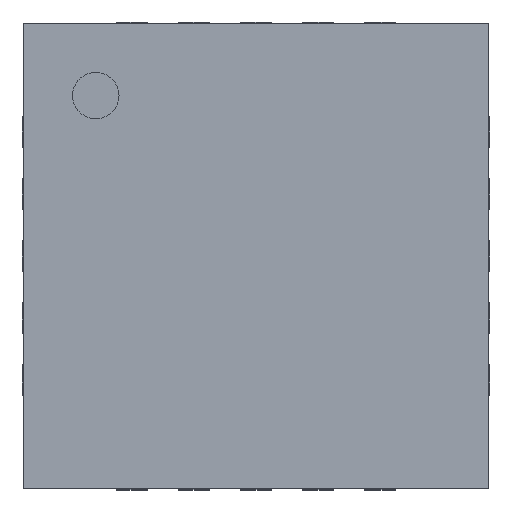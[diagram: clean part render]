
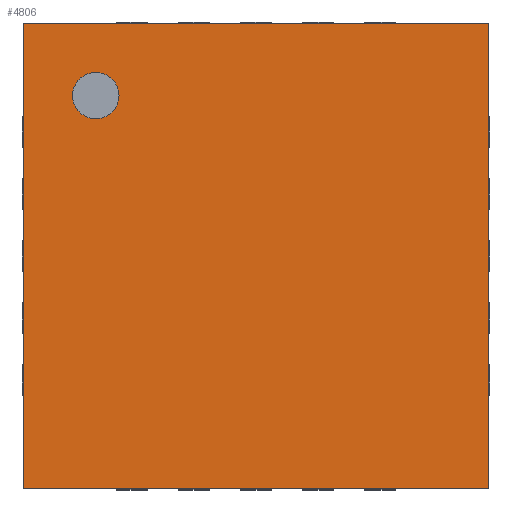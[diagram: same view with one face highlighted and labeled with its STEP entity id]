
A CAD part, top view. The second image highlights one B-rep face of the part: STEP entity #4806.
In plain terms, the highlighted planar face has unit normal (0, 0, 1).
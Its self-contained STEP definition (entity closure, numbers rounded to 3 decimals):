
#86 = DIRECTION ( 'NONE',  ( 0., 0., -1. ) ) ;
#230 = EDGE_CURVE ( 'NONE', #5298, #573, #1437, .T. ) ;
#237 = CARTESIAN_POINT ( 'NONE',  ( -0.884, 1.034, 0.75 ) ) ;
#278 = FACE_OUTER_BOUND ( 'NONE', #1671, .T. ) ;
#573 = VERTEX_POINT ( 'NONE', #5168 ) ;
#750 = ORIENTED_EDGE ( 'NONE', *, *, #5560, .T. ) ;
#1045 = VERTEX_POINT ( 'NONE', #3966 ) ;
#1293 = CARTESIAN_POINT ( 'NONE',  ( 0., 1.5, 0.75 ) ) ;
#1302 = DIRECTION ( 'NONE',  ( 0., 0., -1. ) ) ;
#1429 = VERTEX_POINT ( 'NONE', #3715 ) ;
#1437 = LINE ( 'NONE', #5878, #5463 ) ;
#1482 = CIRCLE ( 'NONE', #6713, 0.15 ) ;
#1671 = EDGE_LOOP ( 'NONE', ( #5214, #750, #5777, #4297 ) ) ;
#1769 = DIRECTION ( 'NONE',  ( 1., 0., 0. ) ) ;
#1783 = ORIENTED_EDGE ( 'NONE', *, *, #3298, .T. ) ;
#2022 = DIRECTION ( 'NONE',  ( 0., 0., 1. ) ) ;
#2235 = VECTOR ( 'NONE', #5720, 1000. ) ;
#2519 = CARTESIAN_POINT ( 'NONE',  ( 0., -1.5, 0.75 ) ) ;
#2525 = PLANE ( 'NONE',  #6841 ) ;
#2609 = ORIENTED_EDGE ( 'NONE', *, *, #5430, .T. ) ;
#2774 = CIRCLE ( 'NONE', #5564, 0.15 ) ;
#3061 = FACE_BOUND ( 'NONE', #3922, .T. ) ;
#3298 = EDGE_CURVE ( 'NONE', #6972, #1429, #1482, .T. ) ;
#3393 = CARTESIAN_POINT ( 'NONE',  ( -1.034, 1.034, 0.75 ) ) ;
#3407 = DIRECTION ( 'NONE',  ( 0., 1., 0. ) ) ;
#3523 = EDGE_CURVE ( 'NONE', #5187, #1045, #6124, .T. ) ;
#3715 = CARTESIAN_POINT ( 'NONE',  ( -1.184, 1.034, 0.75 ) ) ;
#3741 = DIRECTION ( 'NONE',  ( 1., 0., 0. ) ) ;
#3922 = EDGE_LOOP ( 'NONE', ( #1783, #2609 ) ) ;
#3966 = CARTESIAN_POINT ( 'NONE',  ( 1.5, 1.5, 0.75 ) ) ;
#4022 = VECTOR ( 'NONE', #3407, 1000. ) ;
#4297 = ORIENTED_EDGE ( 'NONE', *, *, #6289, .T. ) ;
#4385 = CARTESIAN_POINT ( 'NONE',  ( 1.5, 0., 0.75 ) ) ;
#4411 = CARTESIAN_POINT ( 'NONE',  ( -1.5, 1.5, 0.75 ) ) ;
#4471 = CARTESIAN_POINT ( 'NONE',  ( -1.034, 1.034, 0.75 ) ) ;
#4686 = LINE ( 'NONE', #1293, #2235 ) ;
#4806 = ADVANCED_FACE ( 'NONE', ( #3061, #278 ), #2525, .T. ) ;
#4810 = DIRECTION ( 'NONE',  ( 0., -1., 0. ) ) ;
#5168 = CARTESIAN_POINT ( 'NONE',  ( -1.5, -1.5, 0.75 ) ) ;
#5187 = VERTEX_POINT ( 'NONE', #6716 ) ;
#5214 = ORIENTED_EDGE ( 'NONE', *, *, #230, .T. ) ;
#5298 = VERTEX_POINT ( 'NONE', #4411 ) ;
#5430 = EDGE_CURVE ( 'NONE', #1429, #6972, #2774, .T. ) ;
#5463 = VECTOR ( 'NONE', #4810, 1000. ) ;
#5560 = EDGE_CURVE ( 'NONE', #573, #5187, #7040, .T. ) ;
#5564 = AXIS2_PLACEMENT_3D ( 'NONE', #3393, #1302, #1769 ) ;
#5720 = DIRECTION ( 'NONE',  ( -1., 0., 0. ) ) ;
#5777 = ORIENTED_EDGE ( 'NONE', *, *, #3523, .T. ) ;
#5849 = DIRECTION ( 'NONE',  ( 1., 0., 0. ) ) ;
#5878 = CARTESIAN_POINT ( 'NONE',  ( -1.5, 0., 0.75 ) ) ;
#6124 = LINE ( 'NONE', #4385, #4022 ) ;
#6289 = EDGE_CURVE ( 'NONE', #1045, #5298, #4686, .T. ) ;
#6713 = AXIS2_PLACEMENT_3D ( 'NONE', #4471, #86, #6794 ) ;
#6716 = CARTESIAN_POINT ( 'NONE',  ( 1.5, -1.5, 0.75 ) ) ;
#6794 = DIRECTION ( 'NONE',  ( 1., 0., 0. ) ) ;
#6841 = AXIS2_PLACEMENT_3D ( 'NONE', #7080, #2022, #3741 ) ;
#6969 = VECTOR ( 'NONE', #5849, 1000. ) ;
#6972 = VERTEX_POINT ( 'NONE', #237 ) ;
#7040 = LINE ( 'NONE', #2519, #6969 ) ;
#7080 = CARTESIAN_POINT ( 'NONE',  ( 0., 0., 0.75 ) ) ;
